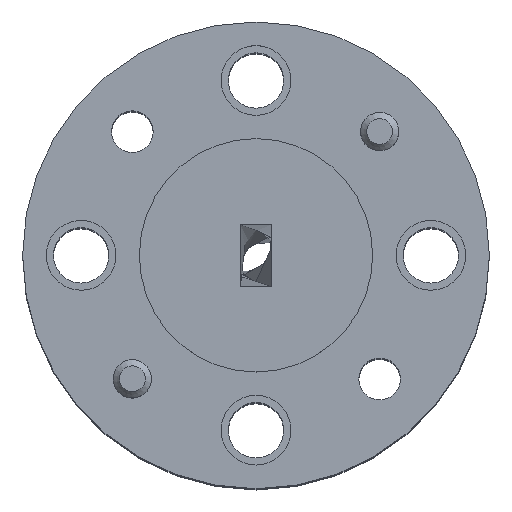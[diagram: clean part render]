
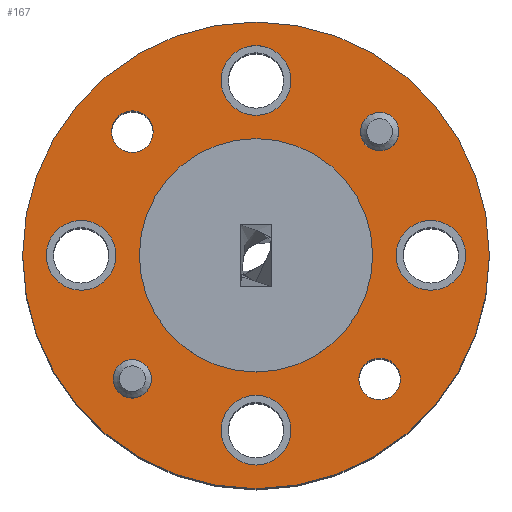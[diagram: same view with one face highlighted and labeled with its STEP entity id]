
A CAD part, top view. The second image highlights one B-rep face of the part: STEP entity #167.
In plain terms, the highlighted planar face has unit normal (0, 0, 1).
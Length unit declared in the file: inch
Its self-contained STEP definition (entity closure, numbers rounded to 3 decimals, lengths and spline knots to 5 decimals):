
#22 = AXIS2_PLACEMENT_3D ( 'NONE', #475, #2002, #1779 ) ;
#27 = ORIENTED_EDGE ( 'NONE', *, *, #1178, .F. ) ;
#73 = VERTEX_POINT ( 'NONE', #2111 ) ;
#81 = FACE_BOUND ( 'NONE', #931, .T. ) ;
#136 = CIRCLE ( 'NONE', #1020, 0.0335 ) ;
#143 = CIRCLE ( 'NONE', #666, 0.03075 ) ;
#154 = EDGE_LOOP ( 'NONE', ( #798 ) ) ;
#166 = DIRECTION ( 'NONE',  ( 0., 1., 0. ) ) ;
#167 = ADVANCED_FACE ( 'NONE', ( #1620, #1821, #2256, #1946, #250, #1259, #649, #214, #81, #2509 ), #1980, .T. ) ;
#172 = CIRCLE ( 'NONE', #2006, 0.375 ) ;
#203 = VERTEX_POINT ( 'NONE', #2170 ) ;
#214 = FACE_BOUND ( 'NONE', #2034, .T. ) ;
#216 = CARTESIAN_POINT ( 'NONE',  ( 0.28116, 0.05616, 0. ) ) ;
#239 = DIRECTION ( 'NONE',  ( 0., 0., 1. ) ) ;
#242 = DIRECTION ( 'NONE',  ( 0., 0., 1. ) ) ;
#250 = FACE_BOUND ( 'NONE', #1388, .T. ) ;
#292 = CARTESIAN_POINT ( 'NONE',  ( 0.28116, 0.00016, 0. ) ) ;
#447 = CARTESIAN_POINT ( 'NONE',  ( 0.00016, 0.28116, 0. ) ) ;
#475 = CARTESIAN_POINT ( 'NONE',  ( 0.00016, 0.00016, 0. ) ) ;
#553 = ORIENTED_EDGE ( 'NONE', *, *, #2526, .F. ) ;
#594 = ORIENTED_EDGE ( 'NONE', *, *, #2225, .F. ) ;
#605 = EDGE_CURVE ( 'NONE', #2152, #2152, #1193, .T. ) ;
#606 = CARTESIAN_POINT ( 'NONE',  ( -0.19853, 0.19886, 0. ) ) ;
#649 = FACE_BOUND ( 'NONE', #154, .T. ) ;
#655 = EDGE_LOOP ( 'NONE', ( #553 ) ) ;
#658 = DIRECTION ( 'NONE',  ( 0., 1., 0. ) ) ;
#666 = AXIS2_PLACEMENT_3D ( 'NONE', #1179, #787, #1852 ) ;
#686 = CIRCLE ( 'NONE', #811, 0.03075 ) ;
#721 = EDGE_CURVE ( 'NONE', #1369, #1369, #136, .T. ) ;
#726 = AXIS2_PLACEMENT_3D ( 'NONE', #1355, #242, #1323 ) ;
#739 = EDGE_CURVE ( 'NONE', #2469, #2469, #172, .T. ) ;
#749 = VERTEX_POINT ( 'NONE', #1265 ) ;
#782 = CARTESIAN_POINT ( 'NONE',  ( 0.19886, -0.19853, 0. ) ) ;
#787 = DIRECTION ( 'NONE',  ( 0., 0., 1. ) ) ;
#798 = ORIENTED_EDGE ( 'NONE', *, *, #721, .F. ) ;
#802 = CARTESIAN_POINT ( 'NONE',  ( -0.19853, -0.19853, 0. ) ) ;
#810 = EDGE_CURVE ( 'NONE', #1300, #1300, #1715, .T. ) ;
#811 = AXIS2_PLACEMENT_3D ( 'NONE', #802, #1486, #2342 ) ;
#824 = CIRCLE ( 'NONE', #2279, 0.0335 ) ;
#867 = ORIENTED_EDGE ( 'NONE', *, *, #810, .F. ) ;
#931 = EDGE_LOOP ( 'NONE', ( #27 ) ) ;
#939 = EDGE_CURVE ( 'NONE', #2661, #2661, #1024, .T. ) ;
#1004 = CARTESIAN_POINT ( 'NONE',  ( -0.28084, 0.05616, 0. ) ) ;
#1020 = AXIS2_PLACEMENT_3D ( 'NONE', #606, #1441, #1270 ) ;
#1024 = CIRCLE ( 'NONE', #2455, 0.056 ) ;
#1178 = EDGE_CURVE ( 'NONE', #73, #73, #1361, .T. ) ;
#1179 = CARTESIAN_POINT ( 'NONE',  ( 0.19886, 0.19886, 0. ) ) ;
#1193 = CIRCLE ( 'NONE', #726, 0.056 ) ;
#1216 = DIRECTION ( 'NONE',  ( 0., 0., 1. ) ) ;
#1218 = CARTESIAN_POINT ( 'NONE',  ( 0.00016, 0.33716, 0. ) ) ;
#1247 = CARTESIAN_POINT ( 'NONE',  ( -0.28084, 0.00016, 0. ) ) ;
#1259 = FACE_BOUND ( 'NONE', #2677, .T. ) ;
#1265 = CARTESIAN_POINT ( 'NONE',  ( 0.19886, 0.22961, 0. ) ) ;
#1270 = DIRECTION ( 'NONE',  ( 0., 1., 0. ) ) ;
#1271 = EDGE_LOOP ( 'NONE', ( #1737 ) ) ;
#1300 = VERTEX_POINT ( 'NONE', #1004 ) ;
#1323 = DIRECTION ( 'NONE',  ( 0., 1., 0. ) ) ;
#1355 = CARTESIAN_POINT ( 'NONE',  ( 0.00016, -0.28084, 0. ) ) ;
#1361 = CIRCLE ( 'NONE', #2139, 0.1875 ) ;
#1369 = VERTEX_POINT ( 'NONE', #1886 ) ;
#1388 = EDGE_LOOP ( 'NONE', ( #2413 ) ) ;
#1420 = DIRECTION ( 'NONE',  ( 0., 1., 0. ) ) ;
#1441 = DIRECTION ( 'NONE',  ( 0., 0., 1. ) ) ;
#1459 = VERTEX_POINT ( 'NONE', #2178 ) ;
#1474 = DIRECTION ( 'NONE',  ( 0., 0., 1. ) ) ;
#1486 = DIRECTION ( 'NONE',  ( 0., 0., 1. ) ) ;
#1548 = DIRECTION ( 'NONE',  ( 0., 1., 0. ) ) ;
#1620 = FACE_BOUND ( 'NONE', #655, .T. ) ;
#1643 = CARTESIAN_POINT ( 'NONE',  ( 0.00016, 0.00016, 0. ) ) ;
#1700 = DIRECTION ( 'NONE',  ( 0., 0., 1. ) ) ;
#1711 = CARTESIAN_POINT ( 'NONE',  ( 0.00016, 0.00016, 0. ) ) ;
#1715 = CIRCLE ( 'NONE', #1765, 0.056 ) ;
#1737 = ORIENTED_EDGE ( 'NONE', *, *, #739, .T. ) ;
#1765 = AXIS2_PLACEMENT_3D ( 'NONE', #1247, #1474, #166 ) ;
#1779 = DIRECTION ( 'NONE',  ( 0., 1., 0. ) ) ;
#1795 = DIRECTION ( 'NONE',  ( 0., 0., 1. ) ) ;
#1797 = ORIENTED_EDGE ( 'NONE', *, *, #939, .F. ) ;
#1821 = FACE_BOUND ( 'NONE', #2129, .T. ) ;
#1852 = DIRECTION ( 'NONE',  ( 0., 1., 0. ) ) ;
#1877 = CARTESIAN_POINT ( 'NONE',  ( 0.00016, 0.37516, 0. ) ) ;
#1886 = CARTESIAN_POINT ( 'NONE',  ( -0.19853, 0.23236, 0. ) ) ;
#1946 = FACE_BOUND ( 'NONE', #2775, .T. ) ;
#1980 = PLANE ( 'NONE',  #22 ) ;
#1991 = EDGE_LOOP ( 'NONE', ( #867 ) ) ;
#2002 = DIRECTION ( 'NONE',  ( 0., 0., 1. ) ) ;
#2006 = AXIS2_PLACEMENT_3D ( 'NONE', #1711, #1700, #2107 ) ;
#2034 = EDGE_LOOP ( 'NONE', ( #2229 ) ) ;
#2083 = VERTEX_POINT ( 'NONE', #216 ) ;
#2107 = DIRECTION ( 'NONE',  ( 0., 1., 0. ) ) ;
#2111 = CARTESIAN_POINT ( 'NONE',  ( 0.00016, 0.18766, 0. ) ) ;
#2121 = CARTESIAN_POINT ( 'NONE',  ( 0.00016, -0.22484, 0. ) ) ;
#2129 = EDGE_LOOP ( 'NONE', ( #2202 ) ) ;
#2139 = AXIS2_PLACEMENT_3D ( 'NONE', #1643, #2547, #2292 ) ;
#2152 = VERTEX_POINT ( 'NONE', #2121 ) ;
#2170 = CARTESIAN_POINT ( 'NONE',  ( 0.19886, -0.16503, 0. ) ) ;
#2178 = CARTESIAN_POINT ( 'NONE',  ( -0.19853, -0.16778, 0. ) ) ;
#2202 = ORIENTED_EDGE ( 'NONE', *, *, #2714, .F. ) ;
#2225 = EDGE_CURVE ( 'NONE', #2083, #2083, #2767, .T. ) ;
#2229 = ORIENTED_EDGE ( 'NONE', *, *, #2558, .F. ) ;
#2256 = FACE_BOUND ( 'NONE', #1991, .T. ) ;
#2279 = AXIS2_PLACEMENT_3D ( 'NONE', #782, #1216, #1420 ) ;
#2292 = DIRECTION ( 'NONE',  ( 0., 1., 0. ) ) ;
#2342 = DIRECTION ( 'NONE',  ( 0., 1., 0. ) ) ;
#2413 = ORIENTED_EDGE ( 'NONE', *, *, #605, .F. ) ;
#2450 = AXIS2_PLACEMENT_3D ( 'NONE', #292, #1795, #658 ) ;
#2455 = AXIS2_PLACEMENT_3D ( 'NONE', #447, #239, #1548 ) ;
#2469 = VERTEX_POINT ( 'NONE', #1877 ) ;
#2509 = FACE_OUTER_BOUND ( 'NONE', #1271, .T. ) ;
#2526 = EDGE_CURVE ( 'NONE', #749, #749, #143, .T. ) ;
#2547 = DIRECTION ( 'NONE',  ( 0., 0., 1. ) ) ;
#2558 = EDGE_CURVE ( 'NONE', #203, #203, #824, .T. ) ;
#2661 = VERTEX_POINT ( 'NONE', #1218 ) ;
#2677 = EDGE_LOOP ( 'NONE', ( #1797 ) ) ;
#2714 = EDGE_CURVE ( 'NONE', #1459, #1459, #686, .T. ) ;
#2767 = CIRCLE ( 'NONE', #2450, 0.056 ) ;
#2775 = EDGE_LOOP ( 'NONE', ( #594 ) ) ;
